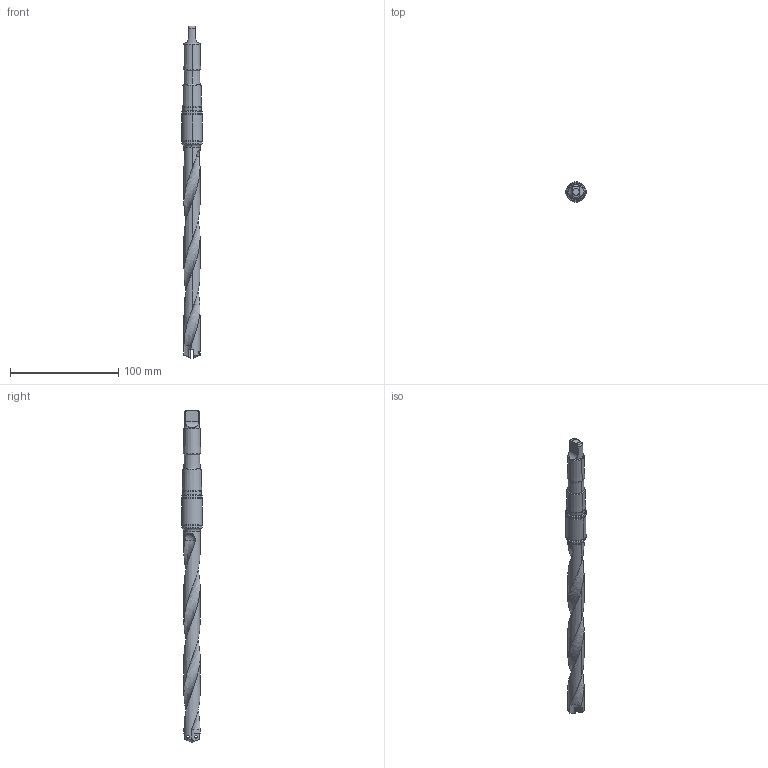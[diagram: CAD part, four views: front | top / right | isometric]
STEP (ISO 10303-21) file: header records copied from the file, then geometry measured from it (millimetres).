
FILE_DESCRIPTION((''),'2;1');
FILE_NAME('26005H-002M','2020-09-18T',('caps'),(''),'CREO PARAMETRIC BY PTC INC, 2016260','CREO PARAMETRIC BY PTC INC, 2016260','');
FILE_SCHEMA(('AUTOMOTIVE_DESIGN { 1 0 10303 214 1 1 1 1 }'));
Length unit declared in the file: inch
Products named in the file (1): 26005H-002M
Bounding box: 18.99 x 18.99 x 307.13 mm (x, y, z)
Volume: 47033.3 mm3; surface area: 15409.7 mm2
Topology: 1 solids, 1 shells, 72 faces, 174 edges, 108 vertices
Faces by surface type: cylinder 28, cone 22, plane 12, torus 6, bspline 2, sphere 2
Entity records: 4506 total; most frequent: CARTESIAN_POINT 1921, DIRECTION 356, ORIENTED_EDGE 348, PRESENTATION_STYLE_ASSIGNMENT 180, STYLED_ITEM 180, CURVE_STYLE 179, EDGE_CURVE 174, AXIS2_PLACEMENT_3D 148
